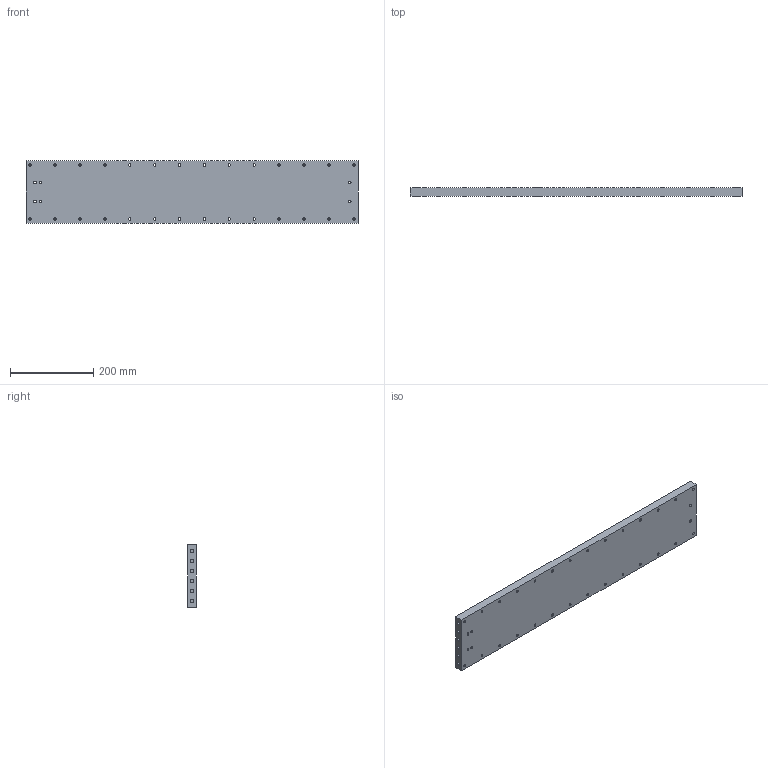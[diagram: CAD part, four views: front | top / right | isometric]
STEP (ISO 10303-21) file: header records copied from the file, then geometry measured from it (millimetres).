
FILE_DESCRIPTION(/* description */ ('','CAx-IF Rec.Pracs.---Representation and Presentation of Product Manufacturing Information (PMI)---4.0---2014-10-13'),/* implementation_level */ '2;1');
FILE_NAME(/* name */ 'gantry_backplate.step',/* time_stamp */ '2025-01-15T01:48:33+05:30',/* author */ (''),/* organization */ (''),/* preprocessor_version */ 'ST-DEVELOPER v20',/* originating_system */ 'Autodesk Translation Framework v13.20.0.188',/* authorisation */ '');
FILE_SCHEMA (('AP242_MANAGED_MODEL_BASED_3D_ENGINEERING_MIM_LF { 1 0 10303 442 1 1 4 }'));
Length unit declared in the file: millimetre
Products named in the file (1): gantry_backplate
Bounding box: 800 x 20 x 150 mm (x, y, z)
Volume: 2362237 mm3; surface area: 297751.7 mm2
Topology: 1 solids, 1 shells, 64 faces, 154 edges, 104 vertices
Faces by surface type: cylinder 46, plane 18
Full cylindrical faces by diameter (mm): 6 x28, 6.5 x6, 8 x12
Entity records: 2270 total; most frequent: CARTESIAN_POINT 487, DIRECTION 372, ORIENTED_EDGE 308, AXIS2_PLACEMENT_3D 157, EDGE_CURVE 154, EDGE_LOOP 152, VERTEX_POINT 104, CIRCLE 92
